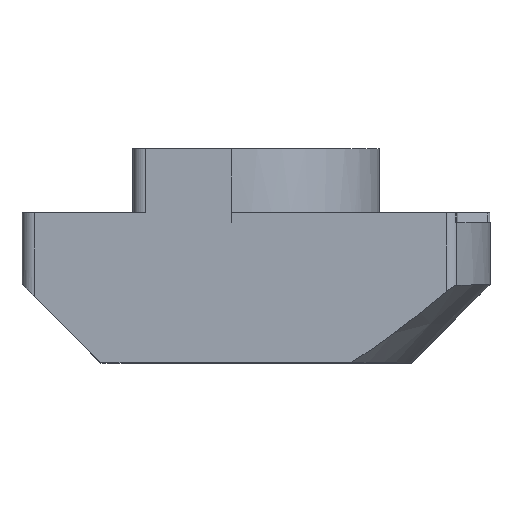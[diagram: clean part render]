
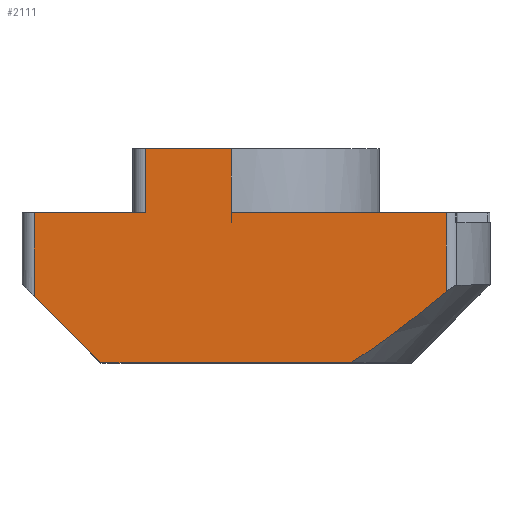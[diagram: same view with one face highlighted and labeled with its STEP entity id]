
A CAD part, top view. The second image highlights one B-rep face of the part: STEP entity #2111.
In plain terms, the highlighted planar face has unit normal (0, 0, 1).
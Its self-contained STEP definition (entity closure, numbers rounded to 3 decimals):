
#84 = LINE ( 'NONE', #2647, #1900 ) ;
#100 = VECTOR ( 'NONE', #1996, 1000. ) ;
#117 = EDGE_CURVE ( 'NONE', #987, #1157, #1516, .T. ) ;
#164 = VERTEX_POINT ( 'NONE', #2194 ) ;
#177 = DIRECTION ( 'NONE',  ( -1., 0., 0. ) ) ;
#189 = CARTESIAN_POINT ( 'NONE',  ( -4.5, 0., 5. ) ) ;
#190 = CARTESIAN_POINT ( 'NONE',  ( 0., 0., 5. ) ) ;
#202 = DIRECTION ( 'NONE',  ( 0., -1., 0. ) ) ;
#217 = CARTESIAN_POINT ( 'NONE',  ( -0.998, 1.35, 5. ) ) ;
#264 = ORIENTED_EDGE ( 'NONE', *, *, #2577, .T. ) ;
#297 = VERTEX_POINT ( 'NONE', #1493 ) ;
#396 = DIRECTION ( 'NONE',  ( 0., 0., -1. ) ) ;
#403 = CARTESIAN_POINT ( 'NONE',  ( 5.184, -3.46, 5. ) ) ;
#448 = EDGE_CURVE ( 'NONE', #574, #2378, #84, .T. ) ;
#484 = LINE ( 'NONE', #1766, #1565 ) ;
#486 = CARTESIAN_POINT ( 'NONE',  ( 7.726, -1.447, 5. ) ) ;
#491 = CARTESIAN_POINT ( 'NONE',  ( -1., 0., 5. ) ) ;
#506 = ORIENTED_EDGE ( 'NONE', *, *, #1252, .T. ) ;
#522 = VERTEX_POINT ( 'NONE', #908 ) ;
#546 = EDGE_LOOP ( 'NONE', ( #2545, #639, #1787, #2491, #720, #264, #2273, #506, #1114, #2620, #2037, #1655 ) ) ;
#560 = VECTOR ( 'NONE', #202, 1000. ) ;
#562 = CARTESIAN_POINT ( 'NONE',  ( 7.105, -1.968, 5. ) ) ;
#573 = CARTESIAN_POINT ( 'NONE',  ( 6.476, -2.479, 5. ) ) ;
#574 = VERTEX_POINT ( 'NONE', #1775 ) ;
#587 = CARTESIAN_POINT ( 'NONE',  ( 4.523, -3.93, 5. ) ) ;
#620 = AXIS2_PLACEMENT_3D ( 'NONE', #190, #396, #1420 ) ;
#639 = ORIENTED_EDGE ( 'NONE', *, *, #656, .T. ) ;
#656 = EDGE_CURVE ( 'NONE', #847, #1956, #1544, .T. ) ;
#679 = CARTESIAN_POINT ( 'NONE',  ( -1., 1.35, 5. ) ) ;
#712 = VECTOR ( 'NONE', #943, 1000. ) ;
#713 = CARTESIAN_POINT ( 'NONE',  ( 7.726, 0., 5. ) ) ;
#720 = ORIENTED_EDGE ( 'NONE', *, *, #448, .T. ) ;
#829 = VECTOR ( 'NONE', #1926, 1000. ) ;
#838 = EDGE_CURVE ( 'NONE', #1157, #522, #2018, .T. ) ;
#847 = VERTEX_POINT ( 'NONE', #2369 ) ;
#851 = VERTEX_POINT ( 'NONE', #1525 ) ;
#898 = LINE ( 'NONE', #1694, #829 ) ;
#908 = CARTESIAN_POINT ( 'NONE',  ( -1., 4.35, 5. ) ) ;
#935 = DIRECTION ( 'NONE',  ( 0., 1., 0. ) ) ;
#943 = DIRECTION ( 'NONE',  ( 0., 1., 0. ) ) ;
#958 = LINE ( 'NONE', #1170, #100 ) ;
#987 = VERTEX_POINT ( 'NONE', #217 ) ;
#1014 = DIRECTION ( 'NONE',  ( 0.707, -0.707, 0. ) ) ;
#1015 = CARTESIAN_POINT ( 'NONE',  ( -4.5, 1.75, 5. ) ) ;
#1114 = ORIENTED_EDGE ( 'NONE', *, *, #1197, .F. ) ;
#1119 = VERTEX_POINT ( 'NONE', #486 ) ;
#1137 = VECTOR ( 'NONE', #177, 1000. ) ;
#1157 = VERTEX_POINT ( 'NONE', #679 ) ;
#1163 = DIRECTION ( 'NONE',  ( -1., 0., 0. ) ) ;
#1170 = CARTESIAN_POINT ( 'NONE',  ( -0.998, 1.75, 5. ) ) ;
#1197 = EDGE_CURVE ( 'NONE', #2153, #851, #1761, .T. ) ;
#1252 = EDGE_CURVE ( 'NONE', #1119, #851, #2522, .T. ) ;
#1284 = EDGE_CURVE ( 'NONE', #522, #847, #484, .T. ) ;
#1320 = EDGE_CURVE ( 'NONE', #1119, #297, #2175, .T. ) ;
#1363 = EDGE_CURVE ( 'NONE', #164, #574, #2234, .T. ) ;
#1403 = PLANE ( 'NONE',  #620 ) ;
#1420 = DIRECTION ( 'NONE',  ( -1., 0., 0. ) ) ;
#1443 = FACE_OUTER_BOUND ( 'NONE', #546, .T. ) ;
#1493 = CARTESIAN_POINT ( 'NONE',  ( 3.833, -4.35, 5. ) ) ;
#1516 = LINE ( 'NONE', #2182, #1137 ) ;
#1525 = CARTESIAN_POINT ( 'NONE',  ( 7.726, 1.75, 5. ) ) ;
#1535 = VECTOR ( 'NONE', #935, 1000. ) ;
#1544 = LINE ( 'NONE', #189, #560 ) ;
#1565 = VECTOR ( 'NONE', #1163, 1000. ) ;
#1595 = DIRECTION ( 'NONE',  ( 1., 0., 0. ) ) ;
#1612 = CARTESIAN_POINT ( 'NONE',  ( -9., 0., 5. ) ) ;
#1655 = ORIENTED_EDGE ( 'NONE', *, *, #838, .T. ) ;
#1683 = CARTESIAN_POINT ( 'NONE',  ( -0.998, 1.75, 5. ) ) ;
#1694 = CARTESIAN_POINT ( 'NONE',  ( -9.25, 1.75, 5. ) ) ;
#1736 = CARTESIAN_POINT ( 'NONE',  ( -6.3, -4.35, 5. ) ) ;
#1761 = LINE ( 'NONE', #2365, #1859 ) ;
#1766 = CARTESIAN_POINT ( 'NONE',  ( -5., 4.35, 5. ) ) ;
#1775 = CARTESIAN_POINT ( 'NONE',  ( -9., -1.65, 5. ) ) ;
#1787 = ORIENTED_EDGE ( 'NONE', *, *, #2267, .F. ) ;
#1859 = VECTOR ( 'NONE', #1957, 1000. ) ;
#1883 = VECTOR ( 'NONE', #1595, 1000. ) ;
#1900 = VECTOR ( 'NONE', #1014, 1000. ) ;
#1926 = DIRECTION ( 'NONE',  ( 1., 0., 0. ) ) ;
#1956 = VERTEX_POINT ( 'NONE', #1015 ) ;
#1957 = DIRECTION ( 'NONE',  ( 1., 0., 0. ) ) ;
#1996 = DIRECTION ( 'NONE',  ( 0., -1., 0. ) ) ;
#2007 = CARTESIAN_POINT ( 'NONE',  ( 6.3, -4.35, 5. ) ) ;
#2015 = CARTESIAN_POINT ( 'NONE',  ( 7.726, -1.447, 5. ) ) ;
#2018 = LINE ( 'NONE', #491, #712 ) ;
#2037 = ORIENTED_EDGE ( 'NONE', *, *, #117, .T. ) ;
#2111 = ADVANCED_FACE ( 'NONE', ( #1443 ), #1403, .F. ) ;
#2153 = VERTEX_POINT ( 'NONE', #1683 ) ;
#2163 = VECTOR ( 'NONE', #2385, 1000. ) ;
#2175 = B_SPLINE_CURVE_WITH_KNOTS ( 'NONE', 3,
 ( #2015, #562, #573, #403, #587, #2206 ),
 .UNSPECIFIED., .F., .F.,
 ( 4, 2, 4 ),
 ( 0.012, 0.015, 0.017 ),
 .UNSPECIFIED. ) ;
#2182 = CARTESIAN_POINT ( 'NONE',  ( 5., 1.35, 5. ) ) ;
#2194 = CARTESIAN_POINT ( 'NONE',  ( -9., 1.75, 5. ) ) ;
#2206 = CARTESIAN_POINT ( 'NONE',  ( 3.833, -4.35, 5. ) ) ;
#2234 = LINE ( 'NONE', #1612, #2163 ) ;
#2267 = EDGE_CURVE ( 'NONE', #164, #1956, #898, .T. ) ;
#2273 = ORIENTED_EDGE ( 'NONE', *, *, #1320, .F. ) ;
#2295 = LINE ( 'NONE', #2007, #1883 ) ;
#2365 = CARTESIAN_POINT ( 'NONE',  ( 7.856, 1.75, 5. ) ) ;
#2369 = CARTESIAN_POINT ( 'NONE',  ( -4.5, 4.35, 5. ) ) ;
#2378 = VERTEX_POINT ( 'NONE', #1736 ) ;
#2385 = DIRECTION ( 'NONE',  ( 0., -1., 0. ) ) ;
#2491 = ORIENTED_EDGE ( 'NONE', *, *, #1363, .T. ) ;
#2504 = EDGE_CURVE ( 'NONE', #2153, #987, #958, .T. ) ;
#2522 = LINE ( 'NONE', #713, #1535 ) ;
#2545 = ORIENTED_EDGE ( 'NONE', *, *, #1284, .T. ) ;
#2577 = EDGE_CURVE ( 'NONE', #2378, #297, #2295, .T. ) ;
#2620 = ORIENTED_EDGE ( 'NONE', *, *, #2504, .T. ) ;
#2647 = CARTESIAN_POINT ( 'NONE',  ( -6.3, -4.35, 5. ) ) ;
